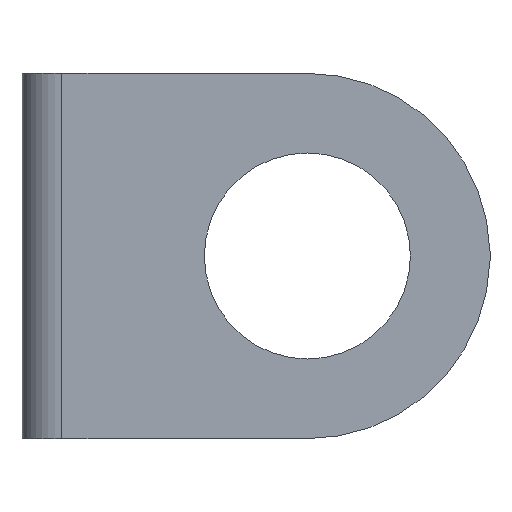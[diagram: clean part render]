
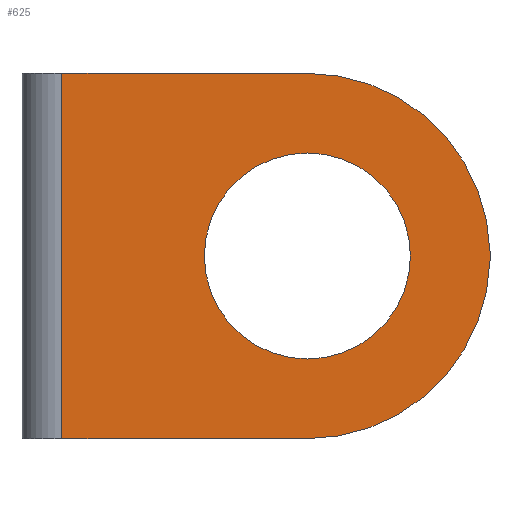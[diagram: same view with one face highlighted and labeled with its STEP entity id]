
A CAD part, front view. The second image highlights one B-rep face of the part: STEP entity #625.
In plain terms, the highlighted planar face has unit normal (0, -1, 0).
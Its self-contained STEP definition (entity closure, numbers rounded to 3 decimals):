
#47=CIRCLE('',#672,32.);
#48=CIRCLE('',#673,32.);
#49=CIRCLE('',#674,18.05);
#65=ORIENTED_EDGE('',*,*,#249,.T.);
#66=ORIENTED_EDGE('',*,*,#250,.T.);
#67=ORIENTED_EDGE('',*,*,#251,.T.);
#68=ORIENTED_EDGE('',*,*,#252,.F.);
#69=ORIENTED_EDGE('',*,*,#253,.T.);
#70=ORIENTED_EDGE('',*,*,#254,.F.);
#71=ORIENTED_EDGE('',*,*,#255,.F.);
#249=EDGE_CURVE('',#341,#342,#403,.T.);
#250=EDGE_CURVE('',#342,#343,#404,.T.);
#251=EDGE_CURVE('',#343,#344,#47,.F.);
#252=EDGE_CURVE('',#345,#344,#405,.T.);
#253=EDGE_CURVE('',#345,#346,#48,.F.);
#254=EDGE_CURVE('',#341,#346,#406,.T.);
#255=EDGE_CURVE('',#347,#347,#49,.F.);
#341=VERTEX_POINT('',#927);
#342=VERTEX_POINT('',#928);
#343=VERTEX_POINT('',#930);
#344=VERTEX_POINT('',#932);
#345=VERTEX_POINT('',#934);
#346=VERTEX_POINT('',#936);
#347=VERTEX_POINT('',#939);
#403=LINE('',#926,#465);
#404=LINE('',#929,#466);
#405=LINE('',#933,#467);
#406=LINE('',#937,#468);
#465=VECTOR('',#738,1000.);
#466=VECTOR('',#739,1000.);
#467=VECTOR('',#742,1000.);
#468=VECTOR('',#745,1000.);
#527=EDGE_LOOP('',(#65,#66,#67,#68,#69,#70));
#528=EDGE_LOOP('',(#71));
#567=FACE_BOUND('',#527,.T.);
#568=FACE_BOUND('',#528,.T.);
#607=PLANE('',#671);
#625=ADVANCED_FACE('',(#567,#568),#607,.F.);
#671=AXIS2_PLACEMENT_3D('',#925,#736,#737);
#672=AXIS2_PLACEMENT_3D('',#931,#740,#741);
#673=AXIS2_PLACEMENT_3D('',#935,#743,#744);
#674=AXIS2_PLACEMENT_3D('',#938,#746,#747);
#736=DIRECTION('',(0.,1.,0.));
#737=DIRECTION('',(0.,0.,1.));
#738=DIRECTION('',(0.,0.,-1.));
#739=DIRECTION('',(1.,0.,0.));
#740=DIRECTION('',(0.,1.,0.));
#741=DIRECTION('',(0.,0.,1.));
#742=DIRECTION('',(0.,0.,-1.));
#743=DIRECTION('',(0.,1.,0.));
#744=DIRECTION('',(0.,0.,1.));
#745=DIRECTION('',(1.,0.,0.));
#746=DIRECTION('',(0.,1.,0.));
#747=DIRECTION('',(0.,0.,1.));
#925=CARTESIAN_POINT('',(0.,0.,32.));
#926=CARTESIAN_POINT('',(7.,0.,32.));
#927=CARTESIAN_POINT('',(7.,0.,32.));
#928=CARTESIAN_POINT('',(7.,0.,-32.));
#929=CARTESIAN_POINT('',(0.,0.,-32.));
#930=CARTESIAN_POINT('',(50.01,0.,-32.));
#931=CARTESIAN_POINT('',(50.01,0.,0.));
#932=CARTESIAN_POINT('',(82.,0.,-0.8));
#933=CARTESIAN_POINT('',(82.,0.,32.));
#934=CARTESIAN_POINT('',(82.,0.,0.8));
#935=CARTESIAN_POINT('',(50.01,0.,0.));
#936=CARTESIAN_POINT('',(50.01,0.,32.));
#937=CARTESIAN_POINT('',(0.,0.,32.));
#938=CARTESIAN_POINT('',(50.,0.,0.));
#939=CARTESIAN_POINT('',(50.,0.,18.05));
